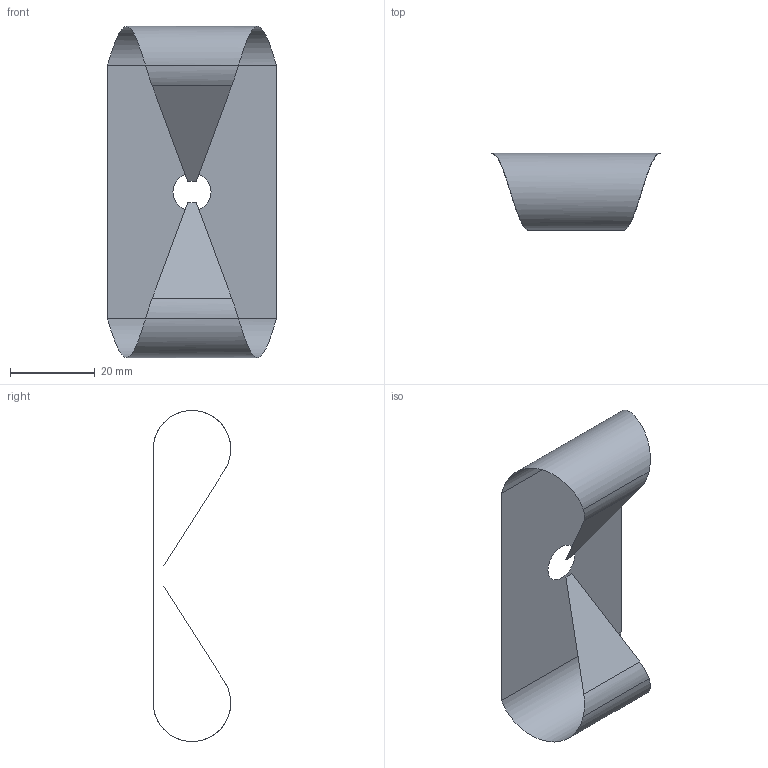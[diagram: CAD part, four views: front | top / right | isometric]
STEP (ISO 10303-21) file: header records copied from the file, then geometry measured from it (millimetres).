
FILE_DESCRIPTION(('STEP AP214'),'1');
FILE_NAME('Conductor.stp','2023-03-27T14:44:02',('Joris'),(' '),'Spatial InterOp 3D','CST ACIS InterOp Converter 2021',' ');
FILE_SCHEMA(('AUTOMOTIVE_DESIGN { 1 0 10303 214 1 1 1 1 }'));
Length unit declared in the file: millimetre
Products named in the file (1): Self-Grounded Bow-Tie/Antenna|Copper
Bounding box: 40 x 18.32 x 78.31 mm (x, y, z)
Surface area: 4887.5 mm2 (no closed solid volume)
Topology: 0 solids, 1 shells, 7 faces, 24 edges, 18 vertices
Faces by surface type: cylinder 4, plane 3
Entity records: 447 total; most frequent: CARTESIAN_POINT 234, DIRECTION 34, ORIENTED_EDGE 30, EDGE_CURVE 24, VERTEX_POINT 18, LINE 14, VECTOR 14, AXIS2_PLACEMENT_3D 10
